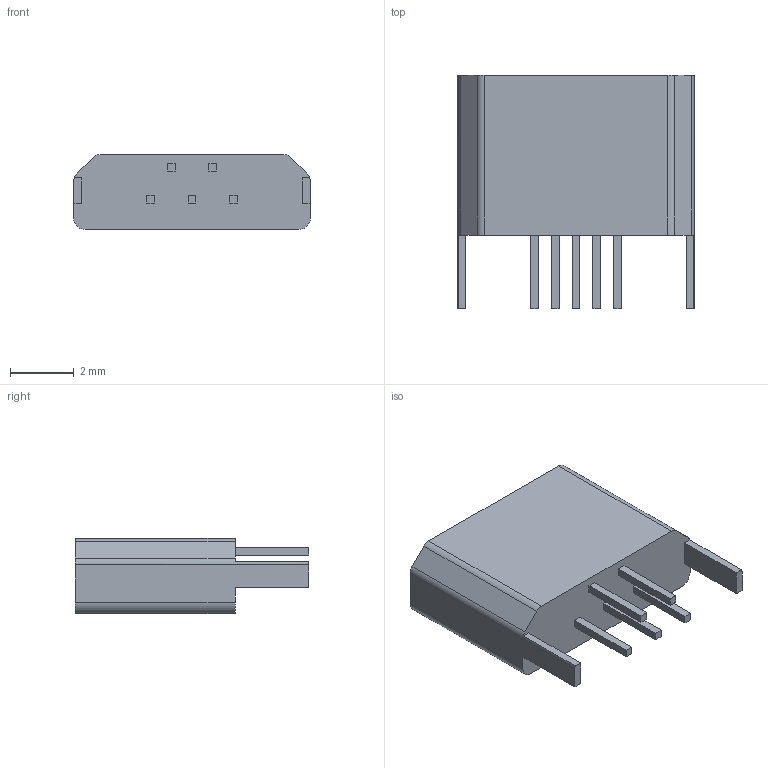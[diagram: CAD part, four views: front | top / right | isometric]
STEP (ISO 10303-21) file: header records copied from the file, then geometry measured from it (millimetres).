
FILE_DESCRIPTION(('HOOPS Exchange Step'),'2;1');
FILE_NAME('export-29B5C879-791C-4942-9724-BB28DA6D1DB9.stp','2022-12-24T11:26:02-08:00',('Daxxn'),('Alibre'),'HOOPS Exchange 2022.0','Alibre','Unknown authorisation');
FILE_SCHEMA( ('AP242_MANAGED_MODEL_BASED_3D_ENGINEERING_MIM_LF {1 0 10303 442 1 1 4 }') );
Length unit declared in the file: centimetre
Products named in the file (1): USB3131-30-0230-A
Bounding box: 7.4 x 7.3 x 2.35 mm (x, y, z)
Volume: 44.9 mm3; surface area: 227.3 mm2
Topology: 1 solids, 1 shells, 69 faces, 180 edges, 120 vertices
Faces by surface type: plane 53, cylinder 16
Entity records: 2195 total; most frequent: CARTESIAN_POINT 371, ORIENTED_EDGE 360, DIRECTION 356, EDGE_CURVE 180, VECTOR 146, LINE 146, VERTEX_POINT 120, AXIS2_PLACEMENT_3D 105
